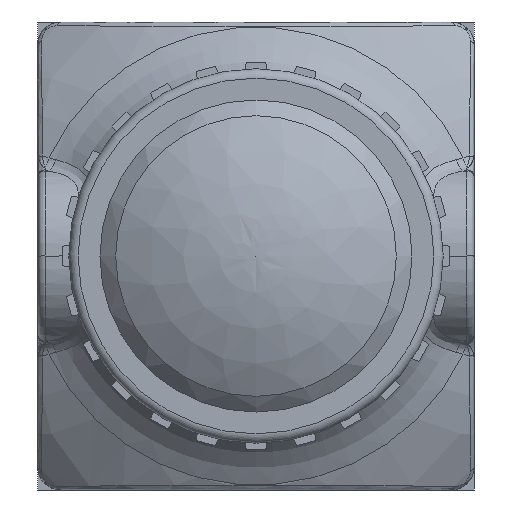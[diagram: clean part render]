
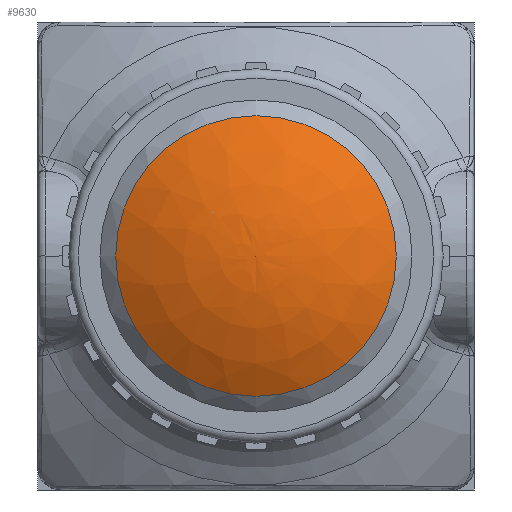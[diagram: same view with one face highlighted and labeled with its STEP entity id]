
A CAD part, front view. The second image highlights one B-rep face of the part: STEP entity #9630.
In plain terms, the highlighted free-form (B-spline) face has degree [2, 2] with [3, 9] control points.
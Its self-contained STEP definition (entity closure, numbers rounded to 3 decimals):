
#26=(
BOUNDED_SURFACE()
B_SPLINE_SURFACE(2,2,((#18323,#18324,#18325,#18326,#18327,#18328,#18329,
#18330,#18331),(#18332,#18333,#18334,#18335,#18336,#18337,#18338,#18339,
#18340),(#18341,#18342,#18343,#18344,#18345,#18346,#18347,#18348,#18349)),
 .UNSPECIFIED.,.F.,.T.,.F.)
B_SPLINE_SURFACE_WITH_KNOTS((3,3),(3,2,2,2,3),(-1.576,-1.036),
(-3.142,-1.571,0.,1.571,3.142),
 .UNSPECIFIED.)
GEOMETRIC_REPRESENTATION_ITEM()
RATIONAL_B_SPLINE_SURFACE(((1.,0.707,1.,0.707,1.,
0.707,1.,0.707,1.),(0.964,0.682,
0.964,0.682,0.964,0.682,
0.964,0.682,0.964),(1.,0.707,
1.,0.707,1.,0.707,1.,0.707,1.)))
REPRESENTATION_ITEM('')
SURFACE()
);
#2544=FACE_OUTER_BOUND('',#3184,.T.);
#3184=EDGE_LOOP('',(#8781,#8782,#8783));
#3863=CIRCLE('',#10827,4.497);
#3864=CIRCLE('',#10828,8.744);
#4726=VERTEX_POINT('',#18350);
#4727=VERTEX_POINT('',#18352);
#6091=EDGE_CURVE('',#4726,#4726,#3863,.T.);
#6092=EDGE_CURVE('',#4726,#4727,#3864,.T.);
#8781=ORIENTED_EDGE('',*,*,#6091,.F.);
#8782=ORIENTED_EDGE('',*,*,#6092,.T.);
#8783=ORIENTED_EDGE('',*,*,#6092,.F.);
#9630=ADVANCED_FACE('',(#2544),#26,.F.);
#10827=AXIS2_PLACEMENT_3D('',#18351,#13687,#13688);
#10828=AXIS2_PLACEMENT_3D('',#18353,#13689,#13690);
#13687=DIRECTION('center_axis',(0.,1.,0.));
#13688=DIRECTION('ref_axis',(1.,0.,0.));
#13689=DIRECTION('center_axis',(-1.,0.,0.));
#13690=DIRECTION('ref_axis',(0.,0.,-1.));
#18323=CARTESIAN_POINT('Ctrl Pts',(0.,-1.219,0.));
#18324=CARTESIAN_POINT('Ctrl Pts',(0.,-1.219,
0.));
#18325=CARTESIAN_POINT('Ctrl Pts',(0.,-1.219,
0.));
#18326=CARTESIAN_POINT('Ctrl Pts',(0.,-1.219,
0.));
#18327=CARTESIAN_POINT('Ctrl Pts',(0.,-1.219,0.));
#18328=CARTESIAN_POINT('Ctrl Pts',(0.,-1.219,
0.));
#18329=CARTESIAN_POINT('Ctrl Pts',(0.,-1.219,
0.));
#18330=CARTESIAN_POINT('Ctrl Pts',(0.,-1.219,
0.));
#18331=CARTESIAN_POINT('Ctrl Pts',(0.,-1.219,0.));
#18332=CARTESIAN_POINT('Ctrl Pts',(0.,-1.231,-2.417));
#18333=CARTESIAN_POINT('Ctrl Pts',(-2.417,-1.231,
-2.417));
#18334=CARTESIAN_POINT('Ctrl Pts',(-2.417,-1.231,
0.));
#18335=CARTESIAN_POINT('Ctrl Pts',(-2.417,-1.231,
2.417));
#18336=CARTESIAN_POINT('Ctrl Pts',(0.,-1.231,2.417));
#18337=CARTESIAN_POINT('Ctrl Pts',(2.417,-1.231,2.417));
#18338=CARTESIAN_POINT('Ctrl Pts',(2.417,-1.231,0.));
#18339=CARTESIAN_POINT('Ctrl Pts',(2.417,-1.231,-2.417));
#18340=CARTESIAN_POINT('Ctrl Pts',(0.,-1.231,-2.417));
#18341=CARTESIAN_POINT('Ctrl Pts',(0.,0.,-4.497));
#18342=CARTESIAN_POINT('Ctrl Pts',(-4.497,0.,
-4.497));
#18343=CARTESIAN_POINT('Ctrl Pts',(-4.497,0.,
0.));
#18344=CARTESIAN_POINT('Ctrl Pts',(-4.497,0.,
4.497));
#18345=CARTESIAN_POINT('Ctrl Pts',(0.,0.,4.497));
#18346=CARTESIAN_POINT('Ctrl Pts',(4.497,0.,
4.497));
#18347=CARTESIAN_POINT('Ctrl Pts',(4.497,0.,
0.));
#18348=CARTESIAN_POINT('Ctrl Pts',(4.497,0.,
-4.497));
#18349=CARTESIAN_POINT('Ctrl Pts',(0.,0.,-4.497));
#18350=CARTESIAN_POINT('',(0.,0.,
-4.497));
#18351=CARTESIAN_POINT('Origin',(0.,0.,0.));
#18352=CARTESIAN_POINT('',(0.,-1.219,0.));
#18353=CARTESIAN_POINT('Origin',(0.,7.525,
-0.045));
